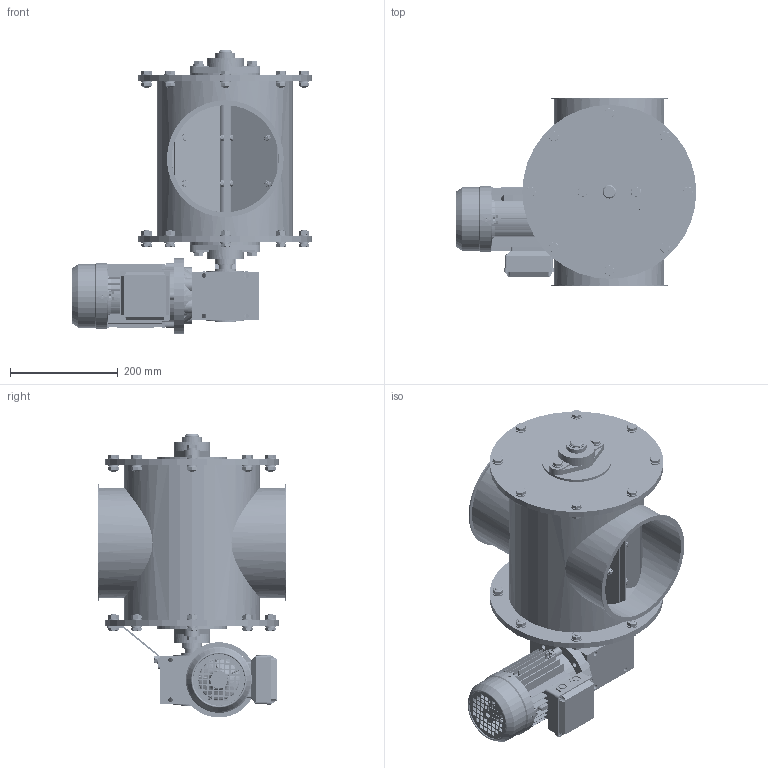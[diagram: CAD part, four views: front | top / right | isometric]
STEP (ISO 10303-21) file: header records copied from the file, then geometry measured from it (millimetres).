
FILE_DESCRIPTION(/* description */ (''),/* implementation_level */ '2;1');
FILE_NAME(/* name */ 'Montage.stp',/* time_stamp */ '2017-10-26T07:59:41+02:00',/* author */ ('dwild'),/* organization */ (''),/* preprocessor_version */ 'ST-DEVELOPER v16.13',/* originating_system */ 'Autodesk Inventor 2018',/* authorisation */ '');
FILE_SCHEMA (('AUTOMOTIVE_DESIGN { 1 0 10303 214 3 1 1 }'));
Products named in the file (27): Montage; Gehäuse; Gehäuse_1; Spezialflansch; Deckel; Blinddeckel_für_Flaschlager; Verstärkungsblech; Flanschlager_UCFL205_Mädler; Zellenrad montiert; Zellenrad; Welle; Zentrierblech_Welle; Abstreifblech; Gummieinlage_SBR; Gegenplatte_Abstreifblech; DIN 933 - M6  x 20; DIN 125 - A 6,4; DIN 934 - M6; DIN 471 - 25x1,2; DIN 934 - M10; DIN 125 - A 10,5; DIN 933 - M10  x 25; DIN 6885 - A 8 x 7 x 50; EV050_00_MS63; Drehmomentstütze neue version; DIN 125 - A 8,4; DIN 933 - M8  x 16
Assembly tree (210 placements, depth 4):
  Montage
    Gehäuse
      Gehäuse_1
      Spezialflansch  x2
    Deckel  x2
      Blinddeckel_für_Flaschlager
      Verstärkungsblech
    Flanschlager_UCFL205_Mädler  x2
    Zellenrad montiert
      Zellenrad
        Welle
        Zentrierblech_Welle  x2
        Abstreifblech  x6
      Gummieinlage_SBR  x6
      Gegenplatte_Abstreifblech  x6
      DIN 933 - M6  x 20  x24
      DIN 125 - A 6,4  x48
      DIN 934 - M6  x24
    DIN 471 - 25x1,2  x2
    DIN 933 - M10  x 25  x20
    DIN 934 - M10  x16
    DIN 125 - A 10,5  x36
    DIN 6885 - A 8 x 7 x 50
    EV050_00_MS63
    Drehmomentstütze neue version
    DIN 125 - A 8,4  x2
    DIN 933 - M8  x 16  x2
Bounding box: 446.68 x 350 x 525.7 mm (x, y, z)
Volume: 5830571.8 mm3; surface area: 2469671.6 mm2
Topology: 215 solids, 215 shells, 3650 faces, 8458 edges, 5494 vertices
Faces by surface type: plane 2056, cylinder 911, cone 614, bspline 42, torus 17, sphere 10
Full cylindrical faces by diameter (mm): 1.5 x1, 2 x4, 3.242 x4, 3.459 x4, 4.917 x28, 5 x8, 5.459 x24, 5.8 x8, 6 x44, 6.4 x48, 7 x48, 7.323 x2, 8 x8, 8.376 x16, 8.4 x2, 8.5 x16, 8.7 x24, 9 x10, 9.188 x20, 10 x29, 10.2 x8, 10.5 x36, 11 x1, 11.2 x2, 11.4 x2, 11.5 x34, 12 x50, 15.4 x20, 16 x6, 16.5 x2
Entity records: 55041 total; most frequent: CARTESIAN_POINT 12447, DIRECTION 8705, ORIENTED_EDGE 7924, EDGE_CURVE 3962, AXIS2_PLACEMENT_3D 3191, VERTEX_POINT 2731, EDGE_LOOP 2325, LINE 2323
